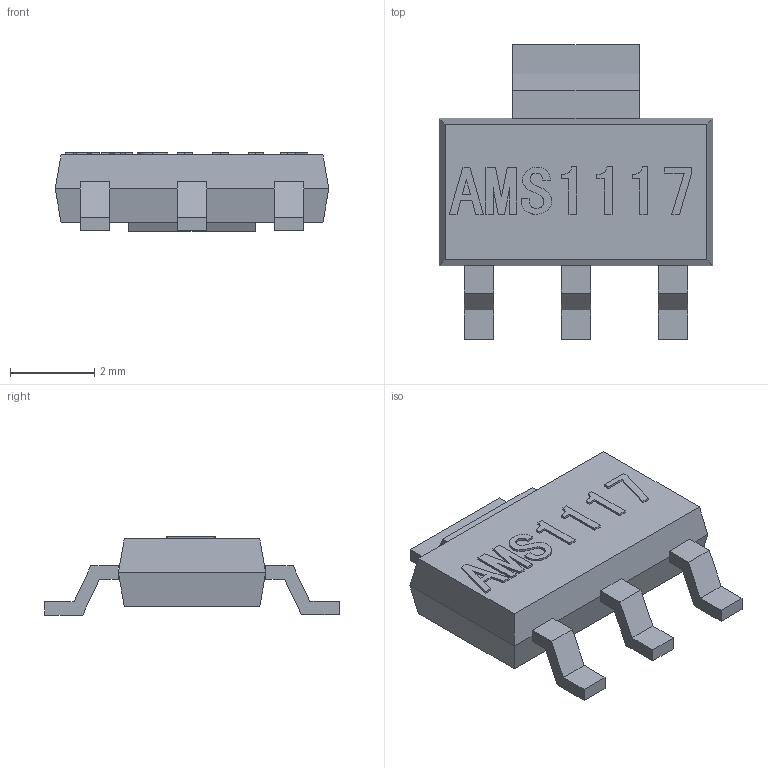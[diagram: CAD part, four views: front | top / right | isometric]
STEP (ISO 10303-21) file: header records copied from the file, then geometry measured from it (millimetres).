
FILE_DESCRIPTION(/* description */ (''),/* implementation_level */ '2;1');
FILE_NAME(/* name */ '3D_AMS1117.step',/* time_stamp */ '2022-03-26T19:58:04+08:00',/* author */ (''),/* organization */ (''),/* preprocessor_version */ 'ST-DEVELOPER v18.1',/* originating_system */ 'Autodesk Translation Framework v10.13.0.1454',/* authorisation */ '');
FILE_SCHEMA (('AUTOMOTIVE_DESIGN { 1 0 10303 214 3 1 1 }'));
Length unit declared in the file: millimetre
Products named in the file (1): 3D_AMS1117
Bounding box: 6.5 x 7 x 1.86 mm (x, y, z)
Volume: 38 mm3; surface area: 110.2 mm2
Topology: 10 solids, 10 shells, 134 faces, 338 edges, 224 vertices
Faces by surface type: plane 119, bspline 15
Entity records: 4868 total; most frequent: CARTESIAN_POINT 1680, ORIENTED_EDGE 676, DIRECTION 548, EDGE_CURVE 338, LINE 308, VECTOR 308, VERTEX_POINT 224, EDGE_LOOP 136
